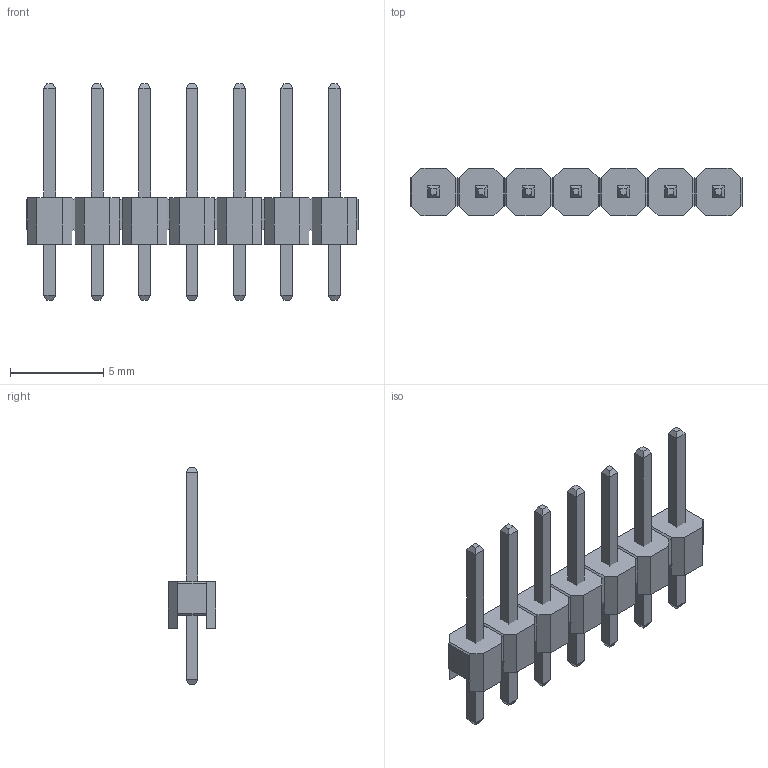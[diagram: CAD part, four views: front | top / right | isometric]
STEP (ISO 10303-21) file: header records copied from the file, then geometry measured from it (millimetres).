
FILE_DESCRIPTION(('STEP AP214'), '1');
FILE_NAME('DS1021-1x5SF11', '2017-07-09T05:27:23', ('Nobody'), (''), 'ASCON STEP Converter 1.3', 'ASCON Math Kernel', '');
FILE_SCHEMA(('AUTOMOTIVE_DESIGN { 1 0 10303 214 3 1 1}'));
Length unit declared in the file: millimetre
Assembly tree (8 placements, depth 2):
  (unnamed)
    (unnamed)
    (unnamed)  x7
Bounding box: 17.78 x 2.54 x 11.6 mm (x, y, z)
Volume: 114.5 mm3; surface area: 420.2 mm2
Topology: 8 solids, 8 shells, 228 faces, 496 edges, 284 vertices
Faces by surface type: plane 228
Entity records: 5290 total; most frequent: CARTESIAN_POINT 669, ORIENTED_EDGE 656, DIRECTION 634, EDGE_CURVE 328, LINE 328, VECTOR 328, VERTEX_POINT 188, AXIS2_PLACEMENT_3D 153
